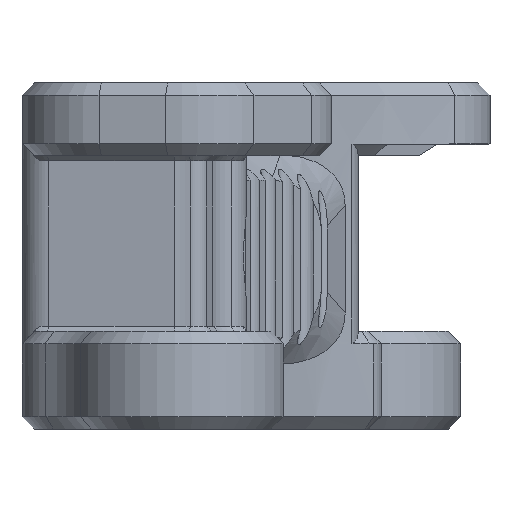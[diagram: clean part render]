
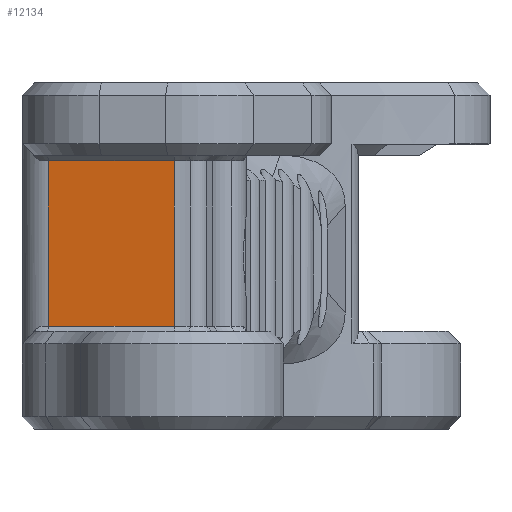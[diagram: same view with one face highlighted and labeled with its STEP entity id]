
A CAD part, left-side view. The second image highlights one B-rep face of the part: STEP entity #12134.
In plain terms, the highlighted planar face has unit normal (-0.987, 0.161, 0).
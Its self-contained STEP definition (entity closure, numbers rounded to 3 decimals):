
#1425=PLANE('',#12889);
#1607=FACE_OUTER_BOUND('',#2307,.T.);
#2307=EDGE_LOOP('',(#8281,#8282,#8283,#8284));
#3023=LINE('',#15174,#3897);
#3035=LINE('',#15290,#3909);
#3050=LINE('',#15350,#3924);
#3051=LINE('',#15352,#3925);
#3897=VECTOR('',#13343,10.);
#3909=VECTOR('',#13409,10.);
#3924=VECTOR('',#13472,10.);
#3925=VECTOR('',#13475,10.);
#4952=VERTEX_POINT('',#15169);
#4953=VERTEX_POINT('',#15173);
#4966=VERTEX_POINT('',#15220);
#4979=VERTEX_POINT('',#15289);
#6224=EDGE_CURVE('',#4952,#4953,#3023,.T.);
#6258=EDGE_CURVE('',#4979,#4966,#3035,.T.);
#6286=EDGE_CURVE('',#4966,#4952,#3050,.T.);
#6287=EDGE_CURVE('',#4979,#4953,#3051,.T.);
#8281=ORIENTED_EDGE('',*,*,#6224,.F.);
#8282=ORIENTED_EDGE('',*,*,#6286,.F.);
#8283=ORIENTED_EDGE('',*,*,#6258,.F.);
#8284=ORIENTED_EDGE('',*,*,#6287,.T.);
#12134=ADVANCED_FACE('',(#1607),#1425,.T.);
#12889=AXIS2_PLACEMENT_3D('',#15351,#13473,#13474);
#13343=DIRECTION('',(-0.161,-0.987,0.));
#13409=DIRECTION('',(0.161,0.987,0.));
#13472=DIRECTION('',(0.,0.,1.));
#13473=DIRECTION('center_axis',(-0.987,0.161,0.));
#13474=DIRECTION('ref_axis',(0.,0.,
1.));
#13475=DIRECTION('',(0.,0.,1.));
#15169=CARTESIAN_POINT('',(-24.325,-2.215,-31.785));
#15173=CARTESIAN_POINT('',(-25.987,-12.408,-31.785));
#15174=CARTESIAN_POINT('',(-27.843,-23.79,-31.785));
#15220=CARTESIAN_POINT('',(-24.325,-2.215,-45.183));
#15289=CARTESIAN_POINT('',(-25.987,-12.408,-45.183));
#15290=CARTESIAN_POINT('',(-27.843,-23.79,-45.183));
#15350=CARTESIAN_POINT('',(-24.325,-2.215,-42.484));
#15351=CARTESIAN_POINT('Origin',(-26.262,-14.094,-31.484));
#15352=CARTESIAN_POINT('',(-25.987,-12.408,-53.484));
